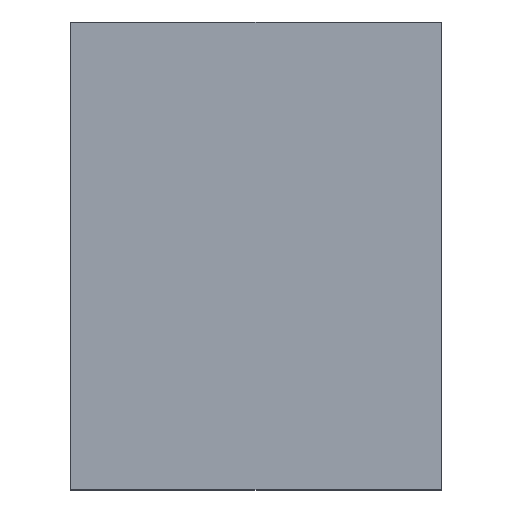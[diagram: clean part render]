
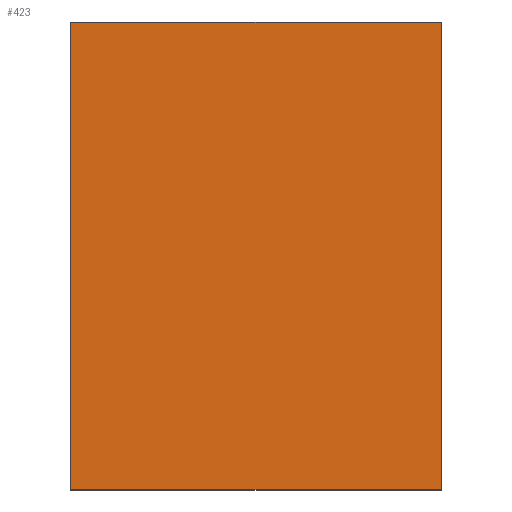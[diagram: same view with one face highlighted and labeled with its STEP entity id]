
A CAD part, top view. The second image highlights one B-rep face of the part: STEP entity #423.
In plain terms, the highlighted planar face has unit normal (0, 0, 1).
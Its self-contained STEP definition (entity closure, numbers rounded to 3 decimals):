
#405=AXIS2_PLACEMENT_3D('Plane Axis2P3D',#402,#403,#404) ;
#349=CARTESIAN_POINT('Vertex',(9.5,0.,2.362)) ;
#356=CARTESIAN_POINT('Vertex',(9.5,12.,2.362)) ;
#359=CARTESIAN_POINT('Line Origine',(9.5,6.,2.362)) ;
#376=CARTESIAN_POINT('Line Origine',(0.,6.,2.362)) ;
#380=CARTESIAN_POINT('Vertex',(0.,0.,2.362)) ;
#382=CARTESIAN_POINT('Vertex',(0.,12.,2.362)) ;
#402=CARTESIAN_POINT('Axis2P3D Location',(4.75,0.,2.362)) ;
#407=CARTESIAN_POINT('Line Origine',(4.75,12.,2.362)) ;
#412=CARTESIAN_POINT('Line Origine',(4.75,0.,2.362)) ;
#360=DIRECTION('Vector Direction',(0.,1.,0.)) ;
#377=DIRECTION('Vector Direction',(0.,1.,0.)) ;
#403=DIRECTION('Axis2P3D Direction',(0.,0.,-1.)) ;
#404=DIRECTION('Axis2P3D XDirection',(0.,1.,0.)) ;
#408=DIRECTION('Vector Direction',(1.,0.,0.)) ;
#413=DIRECTION('Vector Direction',(1.,0.,0.)) ;
#361=VECTOR('Line Direction',#360,1.) ;
#378=VECTOR('Line Direction',#377,1.) ;
#409=VECTOR('Line Direction',#408,1.) ;
#414=VECTOR('Line Direction',#413,1.) ;
#418=ORIENTED_EDGE('',*,*,#363,.T.) ;
#419=ORIENTED_EDGE('',*,*,#411,.F.) ;
#420=ORIENTED_EDGE('',*,*,#384,.F.) ;
#421=ORIENTED_EDGE('',*,*,#416,.T.) ;
#423=ADVANCED_FACE('S3D gedreht',(#422),#406,.F.) ;
#363=EDGE_CURVE('',#350,#357,#362,.T.) ;
#384=EDGE_CURVE('',#381,#383,#379,.T.) ;
#411=EDGE_CURVE('',#383,#357,#410,.T.) ;
#416=EDGE_CURVE('',#381,#350,#415,.T.) ;
#417=EDGE_LOOP('',(#418,#419,#420,#421)) ;
#422=FACE_OUTER_BOUND('',#417,.T.) ;
#362=LINE('Line',#359,#361) ;
#379=LINE('Line',#376,#378) ;
#410=LINE('Line',#407,#409) ;
#415=LINE('Line',#412,#414) ;
#406=PLANE('',#405) ;
#350=VERTEX_POINT('',#349) ;
#357=VERTEX_POINT('',#356) ;
#381=VERTEX_POINT('',#380) ;
#383=VERTEX_POINT('',#382) ;
